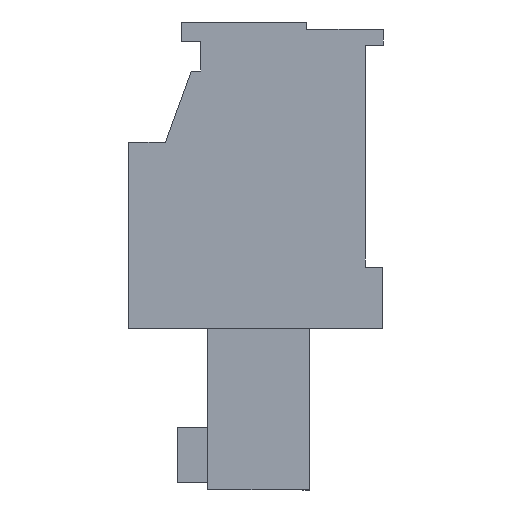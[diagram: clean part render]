
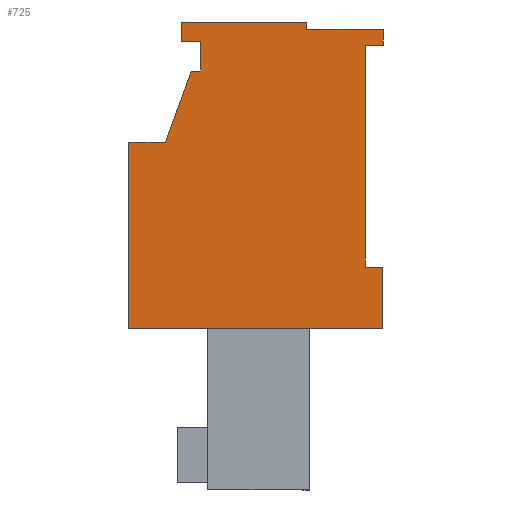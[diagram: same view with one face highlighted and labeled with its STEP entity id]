
A CAD part, left-side view. The second image highlights one B-rep face of the part: STEP entity #725.
In plain terms, the highlighted planar face has unit normal (-1, 0, 0).
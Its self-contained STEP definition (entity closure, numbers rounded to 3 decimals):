
#609=AXIS2_PLACEMENT_3D('Plane Axis2P3D',#606,#607,#608) ;
#49=CARTESIAN_POINT('Vertex',(0.,7.45,17.1)) ;
#52=CARTESIAN_POINT('Line Origine',(0.,7.45,17.7)) ;
#56=CARTESIAN_POINT('Vertex',(0.,7.45,18.3)) ;
#107=CARTESIAN_POINT('Line Origine',(0.,7.647,17.1)) ;
#111=CARTESIAN_POINT('Vertex',(0.,7.844,17.1)) ;
#606=CARTESIAN_POINT('Axis2P3D Location',(0.,5.25,6.6)) ;
#611=CARTESIAN_POINT('Line Origine',(0.,0.05,7.85)) ;
#615=CARTESIAN_POINT('Vertex',(0.,0.05,9.1)) ;
#617=CARTESIAN_POINT('Vertex',(0.,0.05,6.6)) ;
#620=CARTESIAN_POINT('Line Origine',(0.,0.4,9.1)) ;
#624=CARTESIAN_POINT('Vertex',(0.,0.75,9.1)) ;
#627=CARTESIAN_POINT('Line Origine',(0.,0.75,13.625)) ;
#631=CARTESIAN_POINT('Vertex',(0.,0.75,18.15)) ;
#634=CARTESIAN_POINT('Line Origine',(0.,0.375,18.15)) ;
#638=CARTESIAN_POINT('Vertex',(0.,0.,18.15)) ;
#641=CARTESIAN_POINT('Line Origine',(0.,0.,18.475)) ;
#645=CARTESIAN_POINT('Vertex',(0.,0.,18.8)) ;
#648=CARTESIAN_POINT('Line Origine',(0.,1.565,18.8)) ;
#652=CARTESIAN_POINT('Vertex',(0.,3.13,18.8)) ;
#655=CARTESIAN_POINT('Line Origine',(0.,3.13,18.95)) ;
#659=CARTESIAN_POINT('Vertex',(0.,3.13,19.1)) ;
#662=CARTESIAN_POINT('Line Origine',(0.,5.69,19.1)) ;
#666=CARTESIAN_POINT('Vertex',(0.,8.25,19.1)) ;
#669=CARTESIAN_POINT('Line Origine',(0.,8.25,18.7)) ;
#673=CARTESIAN_POINT('Vertex',(0.,8.25,18.3)) ;
#676=CARTESIAN_POINT('Line Origine',(0.,7.85,18.3)) ;
#681=CARTESIAN_POINT('Line Origine',(0.,8.372,15.65)) ;
#685=CARTESIAN_POINT('Vertex',(0.,8.9,14.2)) ;
#688=CARTESIAN_POINT('Line Origine',(0.,9.65,14.2)) ;
#692=CARTESIAN_POINT('Vertex',(0.,10.4,14.2)) ;
#695=CARTESIAN_POINT('Line Origine',(0.,10.4,10.4)) ;
#699=CARTESIAN_POINT('Vertex',(0.,10.4,6.6)) ;
#702=CARTESIAN_POINT('Line Origine',(0.,5.225,6.6)) ;
#53=DIRECTION('Vector Direction',(0.,0.,1.)) ;
#108=DIRECTION('Vector Direction',(0.,-1.,0.)) ;
#607=DIRECTION('Axis2P3D Direction',(1.,0.,0.)) ;
#608=DIRECTION('Axis2P3D XDirection',(0.,1.,0.)) ;
#612=DIRECTION('Vector Direction',(0.,0.,-1.)) ;
#621=DIRECTION('Vector Direction',(0.,-1.,0.)) ;
#628=DIRECTION('Vector Direction',(0.,0.,-1.)) ;
#635=DIRECTION('Vector Direction',(0.,1.,0.)) ;
#642=DIRECTION('Vector Direction',(0.,0.,-1.)) ;
#649=DIRECTION('Vector Direction',(0.,-1.,0.)) ;
#656=DIRECTION('Vector Direction',(0.,0.,1.)) ;
#663=DIRECTION('Vector Direction',(0.,-1.,0.)) ;
#670=DIRECTION('Vector Direction',(0.,0.,1.)) ;
#677=DIRECTION('Vector Direction',(0.,-1.,0.)) ;
#682=DIRECTION('Vector Direction',(0.,-0.342,0.94)) ;
#689=DIRECTION('Vector Direction',(0.,-1.,0.)) ;
#696=DIRECTION('Vector Direction',(0.,0.,1.)) ;
#703=DIRECTION('Vector Direction',(0.,1.,0.)) ;
#54=VECTOR('Line Direction',#53,1.) ;
#109=VECTOR('Line Direction',#108,1.) ;
#613=VECTOR('Line Direction',#612,1.) ;
#622=VECTOR('Line Direction',#621,1.) ;
#629=VECTOR('Line Direction',#628,1.) ;
#636=VECTOR('Line Direction',#635,1.) ;
#643=VECTOR('Line Direction',#642,1.) ;
#650=VECTOR('Line Direction',#649,1.) ;
#657=VECTOR('Line Direction',#656,1.) ;
#664=VECTOR('Line Direction',#663,1.) ;
#671=VECTOR('Line Direction',#670,1.) ;
#678=VECTOR('Line Direction',#677,1.) ;
#683=VECTOR('Line Direction',#682,1.) ;
#690=VECTOR('Line Direction',#689,1.) ;
#697=VECTOR('Line Direction',#696,1.) ;
#704=VECTOR('Line Direction',#703,1.) ;
#708=ORIENTED_EDGE('',*,*,#619,.F.) ;
#709=ORIENTED_EDGE('',*,*,#626,.F.) ;
#710=ORIENTED_EDGE('',*,*,#633,.F.) ;
#711=ORIENTED_EDGE('',*,*,#640,.F.) ;
#712=ORIENTED_EDGE('',*,*,#647,.F.) ;
#713=ORIENTED_EDGE('',*,*,#654,.F.) ;
#714=ORIENTED_EDGE('',*,*,#661,.T.) ;
#715=ORIENTED_EDGE('',*,*,#668,.F.) ;
#716=ORIENTED_EDGE('',*,*,#675,.F.) ;
#717=ORIENTED_EDGE('',*,*,#680,.T.) ;
#718=ORIENTED_EDGE('',*,*,#58,.F.) ;
#719=ORIENTED_EDGE('',*,*,#113,.F.) ;
#720=ORIENTED_EDGE('',*,*,#687,.F.) ;
#721=ORIENTED_EDGE('',*,*,#694,.F.) ;
#722=ORIENTED_EDGE('',*,*,#701,.F.) ;
#723=ORIENTED_EDGE('',*,*,#706,.F.) ;
#725=ADVANCED_FACE('HOUSING',(#724),#610,.F.) ;
#58=EDGE_CURVE('',#50,#57,#55,.T.) ;
#113=EDGE_CURVE('',#112,#50,#110,.T.) ;
#619=EDGE_CURVE('',#616,#618,#614,.T.) ;
#626=EDGE_CURVE('',#625,#616,#623,.T.) ;
#633=EDGE_CURVE('',#632,#625,#630,.T.) ;
#640=EDGE_CURVE('',#639,#632,#637,.T.) ;
#647=EDGE_CURVE('',#646,#639,#644,.T.) ;
#654=EDGE_CURVE('',#653,#646,#651,.T.) ;
#661=EDGE_CURVE('',#653,#660,#658,.T.) ;
#668=EDGE_CURVE('',#667,#660,#665,.T.) ;
#675=EDGE_CURVE('',#674,#667,#672,.T.) ;
#680=EDGE_CURVE('',#674,#57,#679,.T.) ;
#687=EDGE_CURVE('',#686,#112,#684,.T.) ;
#694=EDGE_CURVE('',#693,#686,#691,.T.) ;
#701=EDGE_CURVE('',#700,#693,#698,.T.) ;
#706=EDGE_CURVE('',#618,#700,#705,.T.) ;
#707=EDGE_LOOP('',(#708,#709,#710,#711,#712,#713,#714,#715,#716,#717,#718,#719,#720,#721,#722,#723)) ;
#724=FACE_OUTER_BOUND('',#707,.T.) ;
#55=LINE('Line',#52,#54) ;
#110=LINE('Line',#107,#109) ;
#614=LINE('Line',#611,#613) ;
#623=LINE('Line',#620,#622) ;
#630=LINE('Line',#627,#629) ;
#637=LINE('Line',#634,#636) ;
#644=LINE('Line',#641,#643) ;
#651=LINE('Line',#648,#650) ;
#658=LINE('Line',#655,#657) ;
#665=LINE('Line',#662,#664) ;
#672=LINE('Line',#669,#671) ;
#679=LINE('Line',#676,#678) ;
#684=LINE('Line',#681,#683) ;
#691=LINE('Line',#688,#690) ;
#698=LINE('Line',#695,#697) ;
#705=LINE('Line',#702,#704) ;
#610=PLANE('',#609) ;
#50=VERTEX_POINT('',#49) ;
#57=VERTEX_POINT('',#56) ;
#112=VERTEX_POINT('',#111) ;
#616=VERTEX_POINT('',#615) ;
#618=VERTEX_POINT('',#617) ;
#625=VERTEX_POINT('',#624) ;
#632=VERTEX_POINT('',#631) ;
#639=VERTEX_POINT('',#638) ;
#646=VERTEX_POINT('',#645) ;
#653=VERTEX_POINT('',#652) ;
#660=VERTEX_POINT('',#659) ;
#667=VERTEX_POINT('',#666) ;
#674=VERTEX_POINT('',#673) ;
#686=VERTEX_POINT('',#685) ;
#693=VERTEX_POINT('',#692) ;
#700=VERTEX_POINT('',#699) ;
